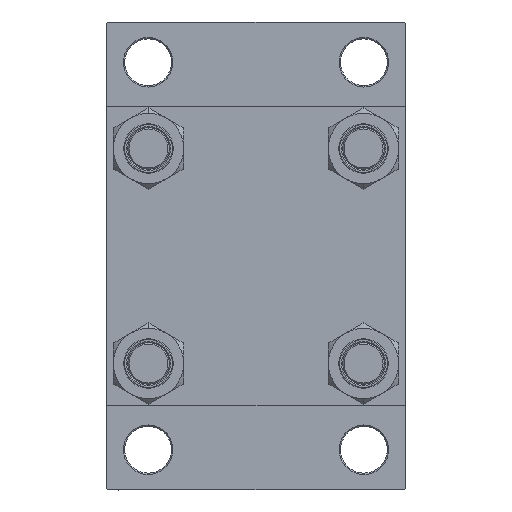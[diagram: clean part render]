
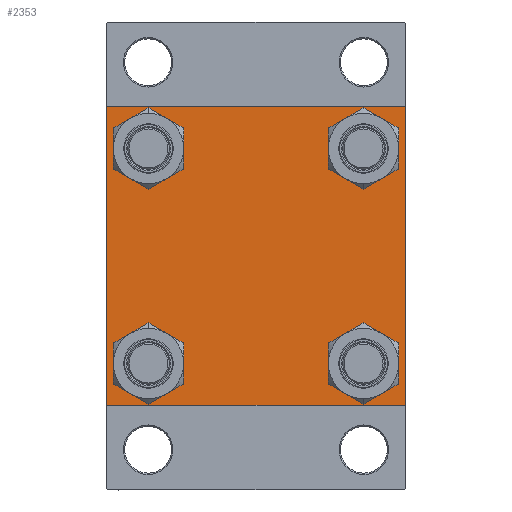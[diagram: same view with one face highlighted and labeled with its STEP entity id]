
A CAD part, left-side view. The second image highlights one B-rep face of the part: STEP entity #2353.
In plain terms, the highlighted planar face has unit normal (-1, 0, 0).
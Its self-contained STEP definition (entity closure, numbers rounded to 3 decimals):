
#680 = CARTESIAN_POINT ( 'NONE',  ( 0., -41.35, 41.35 ) ) ;
#1556 = CARTESIAN_POINT ( 'NONE',  ( 0., -57.25, 57.25 ) ) ;
#2031 = DIRECTION ( 'NONE',  ( 0., 0.707, -0.707 ) ) ;
#2353 = ADVANCED_FACE ( 'NONE', ( #36059, #3300, #6957, #39964, #36553 ), #2578, .T. ) ;
#2468 = LINE ( 'NONE', #17127, #19834 ) ;
#2578 = PLANE ( 'NONE',  #16296 ) ;
#2609 = CIRCLE ( 'NONE', #42421, 8.5 ) ;
#3300 = FACE_BOUND ( 'NONE', #22803, .T. ) ;
#3336 = VERTEX_POINT ( 'NONE', #42205 ) ;
#3339 = EDGE_CURVE ( 'NONE', #11010, #36977, #2609, .T. ) ;
#3762 = LINE ( 'NONE', #25988, #39807 ) ;
#4486 = DIRECTION ( 'NONE',  ( 1., 0., 0. ) ) ;
#5109 = VECTOR ( 'NONE', #27725, 1000. ) ;
#5112 = EDGE_CURVE ( 'NONE', #12162, #13260, #2468, .T. ) ;
#5300 = DIRECTION ( 'NONE',  ( 0., 0., 1. ) ) ;
#5335 = ORIENTED_EDGE ( 'NONE', *, *, #5112, .T. ) ;
#5543 = ORIENTED_EDGE ( 'NONE', *, *, #40541, .T. ) ;
#5694 = ORIENTED_EDGE ( 'NONE', *, *, #32260, .T. ) ;
#5961 = VERTEX_POINT ( 'NONE', #26755 ) ;
#6685 = DIRECTION ( 'NONE',  ( 1., 0., 0. ) ) ;
#6874 = CARTESIAN_POINT ( 'NONE',  ( 0., 41.35, 32.85 ) ) ;
#6957 = FACE_BOUND ( 'NONE', #31092, .T. ) ;
#7012 = VERTEX_POINT ( 'NONE', #13067 ) ;
#7323 = DIRECTION ( 'NONE',  ( 0., 0., 1. ) ) ;
#7436 = CIRCLE ( 'NONE', #15252, 8.5 ) ;
#7595 = EDGE_LOOP ( 'NONE', ( #30993, #5694 ) ) ;
#7776 = EDGE_CURVE ( 'NONE', #36977, #11010, #7436, .T. ) ;
#7995 = ORIENTED_EDGE ( 'NONE', *, *, #3339, .T. ) ;
#8479 = DIRECTION ( 'NONE',  ( 1., 0., 0. ) ) ;
#8801 = VERTEX_POINT ( 'NONE', #44084 ) ;
#8853 = CARTESIAN_POINT ( 'NONE',  ( 0., -41.35, 49.85 ) ) ;
#9132 = CARTESIAN_POINT ( 'NONE',  ( 0., -57.25, -57.25 ) ) ;
#9660 = CARTESIAN_POINT ( 'NONE',  ( 0., -41.35, -41.35 ) ) ;
#9782 = CIRCLE ( 'NONE', #33258, 8.5 ) ;
#9808 = LINE ( 'NONE', #43314, #42043 ) ;
#9817 = VERTEX_POINT ( 'NONE', #40669 ) ;
#10903 = CIRCLE ( 'NONE', #29656, 8.5 ) ;
#10992 = LINE ( 'NONE', #41077, #31679 ) ;
#11010 = VERTEX_POINT ( 'NONE', #28482 ) ;
#11068 = DIRECTION ( 'NONE',  ( 0., -1., 0. ) ) ;
#12162 = VERTEX_POINT ( 'NONE', #21087 ) ;
#13067 = CARTESIAN_POINT ( 'NONE',  ( 0., -57., -57.5 ) ) ;
#13260 = VERTEX_POINT ( 'NONE', #13922 ) ;
#13922 = CARTESIAN_POINT ( 'NONE',  ( 0., 57., -57.5 ) ) ;
#14166 = ORIENTED_EDGE ( 'NONE', *, *, #47733, .T. ) ;
#14675 = DIRECTION ( 'NONE',  ( 1., 0., 0. ) ) ;
#14831 = CARTESIAN_POINT ( 'NONE',  ( 0., -57., 57.5 ) ) ;
#15029 = VERTEX_POINT ( 'NONE', #8853 ) ;
#15035 = EDGE_CURVE ( 'NONE', #43141, #30940, #23781, .T. ) ;
#15252 = AXIS2_PLACEMENT_3D ( 'NONE', #47682, #48169, #7323 ) ;
#15490 = LINE ( 'NONE', #9132, #5109 ) ;
#15827 = ORIENTED_EDGE ( 'NONE', *, *, #40638, .T. ) ;
#16296 = AXIS2_PLACEMENT_3D ( 'NONE', #35829, #39738, #25057 ) ;
#16446 = DIRECTION ( 'NONE',  ( 0., 0.707, 0.707 ) ) ;
#16750 = VECTOR ( 'NONE', #33202, 1000. ) ;
#17127 = CARTESIAN_POINT ( 'NONE',  ( 0., 57.25, -57.25 ) ) ;
#18033 = EDGE_CURVE ( 'NONE', #3336, #28766, #45401, .T. ) ;
#18485 = VERTEX_POINT ( 'NONE', #20999 ) ;
#19211 = ORIENTED_EDGE ( 'NONE', *, *, #15035, .T. ) ;
#19365 = DIRECTION ( 'NONE',  ( 0., 0., 1. ) ) ;
#19425 = AXIS2_PLACEMENT_3D ( 'NONE', #26908, #14675, #42060 ) ;
#19834 = VECTOR ( 'NONE', #39383, 1000. ) ;
#20173 = AXIS2_PLACEMENT_3D ( 'NONE', #680, #8479, #23396 ) ;
#20987 = CARTESIAN_POINT ( 'NONE',  ( 0., 41.35, 41.35 ) ) ;
#20999 = CARTESIAN_POINT ( 'NONE',  ( 0., -57.5, -57. ) ) ;
#21001 = CIRCLE ( 'NONE', #19425, 8.5 ) ;
#21087 = CARTESIAN_POINT ( 'NONE',  ( 0., 57.5, -57. ) ) ;
#21455 = DIRECTION ( 'NONE',  ( 1., 0., 0. ) ) ;
#21918 = ORIENTED_EDGE ( 'NONE', *, *, #28079, .T. ) ;
#22530 = CIRCLE ( 'NONE', #20173, 8.5 ) ;
#22803 = EDGE_LOOP ( 'NONE', ( #7995, #25942 ) ) ;
#23396 = DIRECTION ( 'NONE',  ( 0., 0., 1. ) ) ;
#23781 = LINE ( 'NONE', #1556, #25793 ) ;
#24631 = EDGE_LOOP ( 'NONE', ( #37587, #30522 ) ) ;
#24704 = AXIS2_PLACEMENT_3D ( 'NONE', #36271, #6685, #47519 ) ;
#25057 = DIRECTION ( 'NONE',  ( 0., 0., 1. ) ) ;
#25793 = VECTOR ( 'NONE', #16446, 1000. ) ;
#25942 = ORIENTED_EDGE ( 'NONE', *, *, #7776, .T. ) ;
#25988 = CARTESIAN_POINT ( 'NONE',  ( 0., 57.5, 57.5 ) ) ;
#26033 = CARTESIAN_POINT ( 'NONE',  ( 0., -57.5, 57.5 ) ) ;
#26573 = EDGE_CURVE ( 'NONE', #13260, #7012, #10992, .T. ) ;
#26755 = CARTESIAN_POINT ( 'NONE',  ( 0., 57., 57.5 ) ) ;
#26908 = CARTESIAN_POINT ( 'NONE',  ( 0., -41.35, 41.35 ) ) ;
#26952 = DIRECTION ( 'NONE',  ( 1., 0., 0. ) ) ;
#27725 = DIRECTION ( 'NONE',  ( 0., -0.707, 0.707 ) ) ;
#28079 = EDGE_CURVE ( 'NONE', #9817, #12162, #36630, .T. ) ;
#28243 = VERTEX_POINT ( 'NONE', #45884 ) ;
#28482 = CARTESIAN_POINT ( 'NONE',  ( 0., -41.35, -32.85 ) ) ;
#28766 = VERTEX_POINT ( 'NONE', #37475 ) ;
#29656 = AXIS2_PLACEMENT_3D ( 'NONE', #38454, #4486, #45780 ) ;
#30440 = LINE ( 'NONE', #26033, #40935 ) ;
#30522 = ORIENTED_EDGE ( 'NONE', *, *, #36492, .T. ) ;
#30869 = EDGE_CURVE ( 'NONE', #8801, #38097, #9782, .T. ) ;
#30940 = VERTEX_POINT ( 'NONE', #14831 ) ;
#30993 = ORIENTED_EDGE ( 'NONE', *, *, #30869, .T. ) ;
#31092 = EDGE_LOOP ( 'NONE', ( #5543, #46516 ) ) ;
#31679 = VECTOR ( 'NONE', #33509, 1000. ) ;
#32260 = EDGE_CURVE ( 'NONE', #38097, #8801, #45778, .T. ) ;
#33202 = DIRECTION ( 'NONE',  ( 0., 0., -1. ) ) ;
#33229 = EDGE_LOOP ( 'NONE', ( #21918, #5335, #41699, #14166, #35460, #19211, #39833, #15827 ) ) ;
#33258 = AXIS2_PLACEMENT_3D ( 'NONE', #20987, #21455, #39331 ) ;
#33509 = DIRECTION ( 'NONE',  ( 0., -1., 0. ) ) ;
#34505 = CARTESIAN_POINT ( 'NONE',  ( 0., -57.5, 57. ) ) ;
#35295 = AXIS2_PLACEMENT_3D ( 'NONE', #37961, #26952, #19365 ) ;
#35460 = ORIENTED_EDGE ( 'NONE', *, *, #45324, .F. ) ;
#35829 = CARTESIAN_POINT ( 'NONE',  ( 0., 0., 0. ) ) ;
#36059 = FACE_BOUND ( 'NONE', #24631, .T. ) ;
#36271 = CARTESIAN_POINT ( 'NONE',  ( 0., 41.35, 41.35 ) ) ;
#36492 = EDGE_CURVE ( 'NONE', #28243, #15029, #22530, .T. ) ;
#36553 = FACE_OUTER_BOUND ( 'NONE', #33229, .T. ) ;
#36630 = LINE ( 'NONE', #44437, #16750 ) ;
#36977 = VERTEX_POINT ( 'NONE', #39935 ) ;
#37475 = CARTESIAN_POINT ( 'NONE',  ( 0., 41.35, -32.85 ) ) ;
#37587 = ORIENTED_EDGE ( 'NONE', *, *, #38264, .T. ) ;
#37961 = CARTESIAN_POINT ( 'NONE',  ( 0., 41.35, -41.35 ) ) ;
#38097 = VERTEX_POINT ( 'NONE', #6874 ) ;
#38264 = EDGE_CURVE ( 'NONE', #15029, #28243, #21001, .T. ) ;
#38454 = CARTESIAN_POINT ( 'NONE',  ( 0., 41.35, -41.35 ) ) ;
#39331 = DIRECTION ( 'NONE',  ( 0., 0., 1. ) ) ;
#39383 = DIRECTION ( 'NONE',  ( 0., -0.707, -0.707 ) ) ;
#39738 = DIRECTION ( 'NONE',  ( -1., 0., 0. ) ) ;
#39807 = VECTOR ( 'NONE', #11068, 1000. ) ;
#39833 = ORIENTED_EDGE ( 'NONE', *, *, #40450, .F. ) ;
#39935 = CARTESIAN_POINT ( 'NONE',  ( 0., -41.35, -49.85 ) ) ;
#39964 = FACE_BOUND ( 'NONE', #7595, .T. ) ;
#40450 = EDGE_CURVE ( 'NONE', #5961, #30940, #3762, .T. ) ;
#40541 = EDGE_CURVE ( 'NONE', #28766, #3336, #10903, .T. ) ;
#40638 = EDGE_CURVE ( 'NONE', #5961, #9817, #9808, .T. ) ;
#40669 = CARTESIAN_POINT ( 'NONE',  ( 0., 57.5, 57. ) ) ;
#40935 = VECTOR ( 'NONE', #40945, 1000. ) ;
#40945 = DIRECTION ( 'NONE',  ( 0., 0., -1. ) ) ;
#41077 = CARTESIAN_POINT ( 'NONE',  ( 0., 57.5, -57.5 ) ) ;
#41699 = ORIENTED_EDGE ( 'NONE', *, *, #26573, .T. ) ;
#42043 = VECTOR ( 'NONE', #2031, 1000. ) ;
#42060 = DIRECTION ( 'NONE',  ( 0., 0., 1. ) ) ;
#42205 = CARTESIAN_POINT ( 'NONE',  ( 0., 41.35, -49.85 ) ) ;
#42421 = AXIS2_PLACEMENT_3D ( 'NONE', #9660, #42703, #5300 ) ;
#42703 = DIRECTION ( 'NONE',  ( 1., 0., 0. ) ) ;
#43141 = VERTEX_POINT ( 'NONE', #34505 ) ;
#43314 = CARTESIAN_POINT ( 'NONE',  ( 0., 57.25, 57.25 ) ) ;
#44084 = CARTESIAN_POINT ( 'NONE',  ( 0., 41.35, 49.85 ) ) ;
#44437 = CARTESIAN_POINT ( 'NONE',  ( 0., 57.5, 57.5 ) ) ;
#45324 = EDGE_CURVE ( 'NONE', #43141, #18485, #30440, .T. ) ;
#45401 = CIRCLE ( 'NONE', #35295, 8.5 ) ;
#45778 = CIRCLE ( 'NONE', #24704, 8.5 ) ;
#45780 = DIRECTION ( 'NONE',  ( 0., 0., 1. ) ) ;
#45884 = CARTESIAN_POINT ( 'NONE',  ( 0., -41.35, 32.85 ) ) ;
#46516 = ORIENTED_EDGE ( 'NONE', *, *, #18033, .T. ) ;
#47519 = DIRECTION ( 'NONE',  ( 0., 0., 1. ) ) ;
#47682 = CARTESIAN_POINT ( 'NONE',  ( 0., -41.35, -41.35 ) ) ;
#47733 = EDGE_CURVE ( 'NONE', #7012, #18485, #15490, .T. ) ;
#48169 = DIRECTION ( 'NONE',  ( 1., 0., 0. ) ) ;
